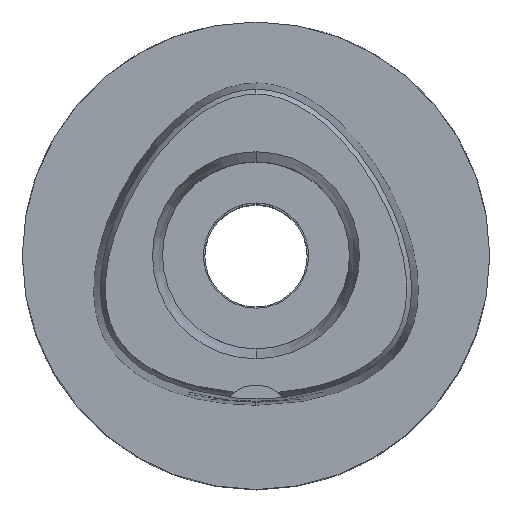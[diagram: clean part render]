
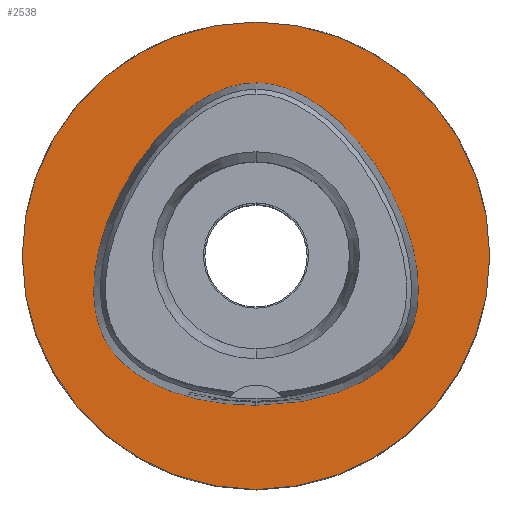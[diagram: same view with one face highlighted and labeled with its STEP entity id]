
A CAD part, top view. The second image highlights one B-rep face of the part: STEP entity #2538.
In plain terms, the highlighted planar face has unit normal (0, 0, 1).
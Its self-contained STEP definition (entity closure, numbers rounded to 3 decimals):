
#299=CARTESIAN_POINT('',(0.,0.,0.));
#300=DIRECTION('',(0.,0.,-1.));
#301=DIRECTION('',(0.,-1.,0.));
#302=AXIS2_PLACEMENT_3D('',#299,#300,#301);
#307=CARTESIAN_POINT('',(0.,0.,0.));
#308=DIRECTION('',(0.,0.,-1.));
#309=DIRECTION('',(0.,1.,0.));
#310=AXIS2_PLACEMENT_3D('',#307,#308,#309);
#315=CARTESIAN_POINT('',(0.,-25.575,0.));
#316=CARTESIAN_POINT('',(1.193,-25.575,0.));
#317=CARTESIAN_POINT('',(3.525,-25.489,
0.));
#318=CARTESIAN_POINT('',(6.913,-25.116,
0.));
#319=CARTESIAN_POINT('',(10.045,-24.532,0.));
#320=CARTESIAN_POINT('',(12.874,-23.777,0.));
#321=CARTESIAN_POINT('',(15.376,-22.894,0.));
#322=CARTESIAN_POINT('',(17.556,-21.919,0.));
#323=CARTESIAN_POINT('',(19.438,-20.88,0.));
#324=CARTESIAN_POINT('',(21.051,-19.797,0.));
#325=CARTESIAN_POINT('',(22.425,-18.683,0.));
#326=CARTESIAN_POINT('',(23.591,-17.545,0.));
#327=CARTESIAN_POINT('',(24.574,-16.383,0.));
#328=CARTESIAN_POINT('',(25.392,-15.201,0.));
#329=CARTESIAN_POINT('',(26.077,-13.968,0.));
#330=CARTESIAN_POINT('',(26.657,-12.631,0.));
#331=CARTESIAN_POINT('',(27.137,-11.151,0.));
#332=CARTESIAN_POINT('',(27.5,-9.52,0.));
#333=CARTESIAN_POINT('',(27.731,-7.711,0.));
#334=CARTESIAN_POINT('',(27.809,-5.704,0.));
#335=CARTESIAN_POINT('',(27.703,-3.479,0.));
#336=CARTESIAN_POINT('',(27.381,-1.024,0.));
#337=CARTESIAN_POINT('',(26.806,1.662,0.));
#338=CARTESIAN_POINT('',(25.947,4.556,0.));
#339=CARTESIAN_POINT('',(24.782,7.61,0.));
#340=CARTESIAN_POINT('',(23.314,10.741,0.));
#341=CARTESIAN_POINT('',(21.574,13.84,0.));
#342=CARTESIAN_POINT('',(19.641,16.76,0.));
#343=CARTESIAN_POINT('',(17.598,19.4,0.));
#344=CARTESIAN_POINT('',(15.52,21.706,0.));
#345=CARTESIAN_POINT('',(13.465,23.66,0.));
#346=CARTESIAN_POINT('',(11.473,25.272,0.));
#347=CARTESIAN_POINT('',(9.569,26.571,0.));
#348=CARTESIAN_POINT('',(7.761,27.591,0.));
#349=CARTESIAN_POINT('',(6.049,28.367,0.));
#350=CARTESIAN_POINT('',(4.426,28.932,0.));
#351=CARTESIAN_POINT('',(2.883,29.312,0.));
#352=CARTESIAN_POINT('',(1.411,29.529,
0.));
#353=CARTESIAN_POINT('',(0.464,29.575,
0.));
#354=CARTESIAN_POINT('',(0.,29.575,
0.));
#359=CARTESIAN_POINT('',(0.,29.575,
0.));
#360=CARTESIAN_POINT('',(-0.464,29.575,
0.));
#361=CARTESIAN_POINT('',(-1.411,29.529,
0.));
#362=CARTESIAN_POINT('',(-2.884,29.312,
0.));
#363=CARTESIAN_POINT('',(-4.427,28.932,0.));
#364=CARTESIAN_POINT('',(-6.049,28.367,0.));
#365=CARTESIAN_POINT('',(-7.761,27.591,0.));
#366=CARTESIAN_POINT('',(-9.57,26.571,0.));
#367=CARTESIAN_POINT('',(-11.474,25.272,0.));
#368=CARTESIAN_POINT('',(-13.466,23.659,0.));
#369=CARTESIAN_POINT('',(-15.521,21.704,0.));
#370=CARTESIAN_POINT('',(-17.6,19.398,0.));
#371=CARTESIAN_POINT('',(-19.642,16.758,0.));
#372=CARTESIAN_POINT('',(-21.575,13.838,0.));
#373=CARTESIAN_POINT('',(-23.316,10.737,0.));
#374=CARTESIAN_POINT('',(-24.783,7.607,0.));
#375=CARTESIAN_POINT('',(-25.947,4.554,0.));
#376=CARTESIAN_POINT('',(-26.806,1.661,0.));
#377=CARTESIAN_POINT('',(-27.381,-1.024,0.));
#378=CARTESIAN_POINT('',(-27.703,-3.479,0.));
#379=CARTESIAN_POINT('',(-27.809,-5.703,0.));
#380=CARTESIAN_POINT('',(-27.731,-7.709,0.));
#381=CARTESIAN_POINT('',(-27.5,-9.518,0.));
#382=CARTESIAN_POINT('',(-27.137,-11.15,0.));
#383=CARTESIAN_POINT('',(-26.657,-12.631,0.));
#384=CARTESIAN_POINT('',(-26.077,-13.967,0.));
#385=CARTESIAN_POINT('',(-25.393,-15.199,0.));
#386=CARTESIAN_POINT('',(-24.577,-16.379,0.));
#387=CARTESIAN_POINT('',(-23.594,-17.542,0.));
#388=CARTESIAN_POINT('',(-22.429,-18.68,0.));
#389=CARTESIAN_POINT('',(-21.055,-19.794,0.));
#390=CARTESIAN_POINT('',(-19.443,-20.877,0.));
#391=CARTESIAN_POINT('',(-17.561,-21.917,0.));
#392=CARTESIAN_POINT('',(-15.38,-22.892,0.));
#393=CARTESIAN_POINT('',(-12.878,-23.776,0.));
#394=CARTESIAN_POINT('',(-10.048,-24.531,0.));
#395=CARTESIAN_POINT('',(-6.915,-25.116,
0.));
#396=CARTESIAN_POINT('',(-3.526,-25.489,
0.));
#397=CARTESIAN_POINT('',(-1.193,-25.575,0.));
#398=CARTESIAN_POINT('',(0.,-25.575,0.));
#1615=VERTEX_POINT('',#359);
#1616=VERTEX_POINT('',#398);
#1621=CARTESIAN_POINT('',(0.,-40.,0.));
#1622=CARTESIAN_POINT('',(0.,40.,0.));
#1623=VERTEX_POINT('',#1621);
#1624=VERTEX_POINT('',#1622);
#2522=CARTESIAN_POINT('',(0.,0.,0.));
#2523=DIRECTION('',(0.,0.,-1.));
#2524=DIRECTION('',(0.,-1.,0.));
#2525=AXIS2_PLACEMENT_3D('',#2522,#2523,#2524);
#2526=PLANE('',#2525);
#2528=ORIENTED_EDGE('',*,*,#2527,.T.);
#2530=ORIENTED_EDGE('',*,*,#2529,.T.);
#2531=EDGE_LOOP('',(#2528,#2530));
#2532=FACE_OUTER_BOUND('',#2531,.F.);
#2534=ORIENTED_EDGE('',*,*,#2533,.T.);
#2535=ORIENTED_EDGE('',*,*,#2505,.T.);
#2536=EDGE_LOOP('',(#2534,#2535));
#2537=FACE_BOUND('',#2536,.F.);
#303=CIRCLE('',#302,40.);
#311=CIRCLE('',#310,40.);
#355=B_SPLINE_CURVE_WITH_KNOTS('',3,(#315,#316,#317,#318,#319,#320,#321,#322,
#323,#324,#325,#326,#327,#328,#329,#330,#331,#332,#333,#334,#335,#336,#337,#338,
#339,#340,#341,#342,#343,#344,#345,#346,#347,#348,#349,#350,#351,#352,#353,
#354),.UNSPECIFIED.,.F.,.F.,(4,1,1,1,1,1,1,1,1,1,1,1,1,1,1,1,1,1,1,1,1,1,1,1,1,
1,1,1,1,1,1,1,1,1,1,1,1,4),(0.,0.027,0.054,
0.081,0.108,0.135,0.162,
0.189,0.216,0.243,0.27,
0.297,0.324,0.351,0.378,
0.405,0.432,0.459,0.486,
0.514,0.541,0.568,0.595,
0.622,0.649,0.676,0.703,
0.73,0.757,0.784,0.811,
0.838,0.865,0.892,0.919,
0.946,0.973,1.),.UNSPECIFIED.);
#399=B_SPLINE_CURVE_WITH_KNOTS('',3,(#359,#360,#361,#362,#363,#364,#365,#366,
#367,#368,#369,#370,#371,#372,#373,#374,#375,#376,#377,#378,#379,#380,#381,#382,
#383,#384,#385,#386,#387,#388,#389,#390,#391,#392,#393,#394,#395,#396,#397,
#398),.UNSPECIFIED.,.F.,.F.,(4,1,1,1,1,1,1,1,1,1,1,1,1,1,1,1,1,1,1,1,1,1,1,1,1,
1,1,1,1,1,1,1,1,1,1,1,1,4),(0.,0.027,0.054,
0.081,0.108,0.135,0.162,
0.189,0.216,0.243,0.27,
0.297,0.324,0.351,0.378,
0.405,0.432,0.459,0.486,
0.514,0.541,0.568,0.595,
0.622,0.649,0.676,0.703,
0.73,0.757,0.784,0.811,
0.838,0.865,0.892,0.919,
0.946,0.973,1.),.UNSPECIFIED.);
#2505=EDGE_CURVE('',#1615,#1616,#399,.T.);
#2527=EDGE_CURVE('',#1623,#1624,#303,.T.);
#2529=EDGE_CURVE('',#1624,#1623,#311,.T.);
#2533=EDGE_CURVE('',#1616,#1615,#355,.T.);
#2538=ADVANCED_FACE('',(#2532,#2537),#2526,.F.);
